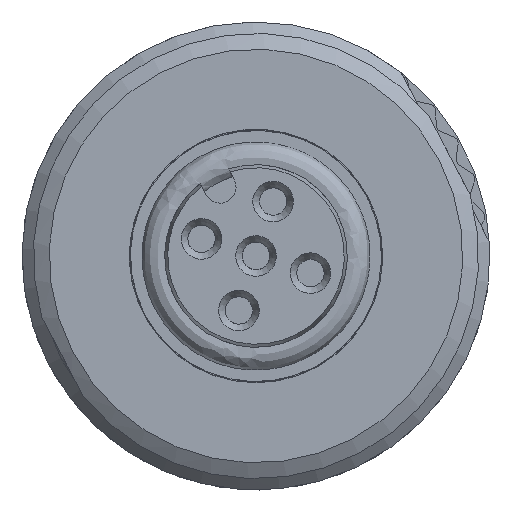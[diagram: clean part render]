
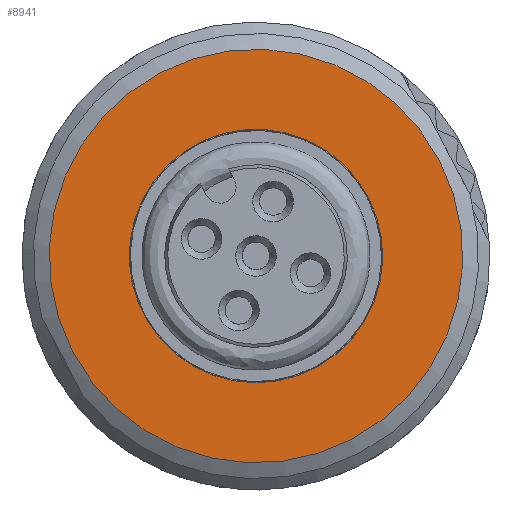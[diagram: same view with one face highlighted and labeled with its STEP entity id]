
A CAD part, front view. The second image highlights one B-rep face of the part: STEP entity #8941.
In plain terms, the highlighted planar face has unit normal (0, -1, 0).
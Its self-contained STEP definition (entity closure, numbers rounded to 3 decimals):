
#7851=PLANE('',#20568);
#8941=ADVANCED_FACE('',(#9135,#9136),#7851,.T.);
#9135=FACE_BOUND('',#9947,.T.);
#9136=FACE_BOUND('',#9948,.T.);
#9947=EDGE_LOOP('',(#14358));
#9948=EDGE_LOOP('',(#14359));
#14358=ORIENTED_EDGE('',*,*,#17795,.F.);
#14359=ORIENTED_EDGE('',*,*,#17158,.F.);
#15427=VERTEX_POINT('',#29511);
#15734=VERTEX_POINT('',#33403);
#17158=EDGE_CURVE('',#15427,#15427,#18191,.T.);
#17795=EDGE_CURVE('',#15734,#15734,#18472,.T.);
#18191=CIRCLE('',#20059,9.057);
#18472=CIRCLE('',#20567,5.55);
#20059=AXIS2_PLACEMENT_3D('',#29510,#22804,#22805);
#20567=AXIS2_PLACEMENT_3D('',#33402,#24077,#24078);
#20568=AXIS2_PLACEMENT_3D('',#33404,#24079,#24080);
#22804=DIRECTION('',(0.,1.,0.));
#22805=DIRECTION('',(-0.463,0.,0.887));
#24077=DIRECTION('',(0.,-1.,0.));
#24078=DIRECTION('',(0.,0.,-1.));
#24079=DIRECTION('',(0.,-1.,0.));
#24080=DIRECTION('',(0.463,0.,-0.887));
#29510=CARTESIAN_POINT('',(46.916,7.951,25.));
#29511=CARTESIAN_POINT('',(42.726,7.951,33.03));
#33402=CARTESIAN_POINT('',(46.916,7.951,25.));
#33403=CARTESIAN_POINT('',(46.916,7.951,19.45));
#33404=CARTESIAN_POINT('',(33.474,7.951,29.224));
